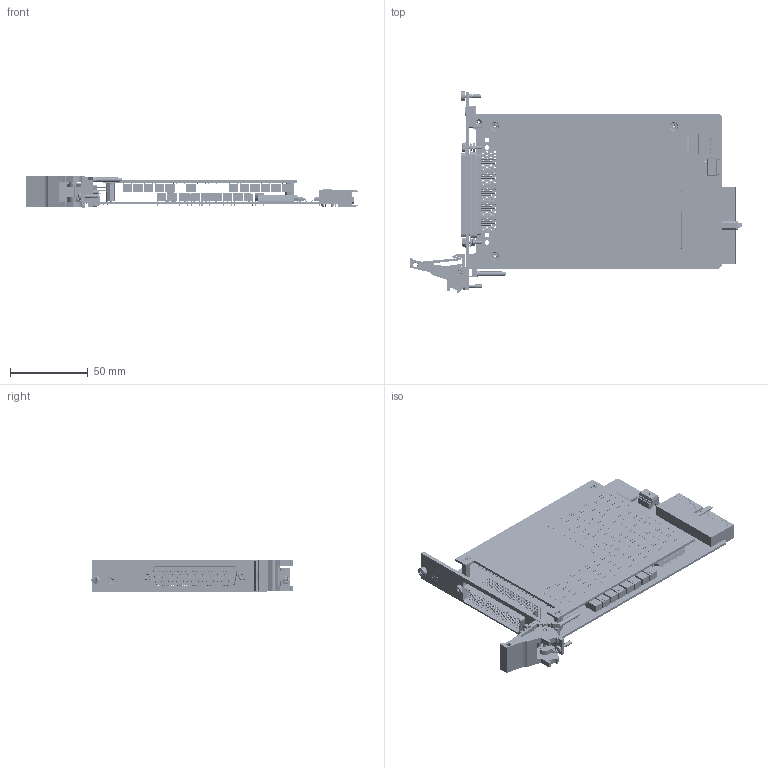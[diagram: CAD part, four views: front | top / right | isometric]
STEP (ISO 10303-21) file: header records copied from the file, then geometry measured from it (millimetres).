
FILE_DESCRIPTION (( 'STEP AP214' ), '1' );
FILE_NAME ('40-518-002 PXI 16 x 8 Matrix PL Card 2A 60W.STEP', '2013-08-28T07:46:42', ( 'admin' ), ( '' ), 'SwSTEP 2.0', 'SolidWorks 2012', '' );
FILE_SCHEMA (( 'AUTOMOTIVE_DESIGN' ));
Length unit declared in the file: millimetre
Products named in the file (1): 40-518-002 PXI 16 x 8 Matrix PL Card 2A 60W
Bounding box: 214.01 x 129.67 x 20 mm (x, y, z)
Surface area: 96104.7 mm2 (no closed solid volume)
Topology: 0 solids, 1543 shells, 4617 faces, 15189 edges, 11236 vertices
Faces by surface type: plane 2338, cylinder 2062, torus 137, cone 64, bspline 11, sphere 5
Full cylindrical faces by diameter (mm): 0.4 x930, 0.5 x1, 0.6 x188, 0.737 x309, 0.762 x58, 0.77 x112, 1.067 x82, 1.194 x42, 1.219 x44, 1.496 x2, 2 x5, 2.05 x3, 2.5 x6, 2.6 x1, 2.7 x1, 2.8 x1, 2.997 x3, 3 x3, 3.048 x1, 4.7 x7, 4.85 x2, 5 x4, 5.2 x2, 5.3 x1, 5.4 x1, 5.5 x1, 6 x1
Entity records: 216343 total; most frequent: CARTESIAN_POINT 37765, DIRECTION 27175, ORIENTED_EDGE 18148, EDGE_CURVE 13048, VERTEX_POINT 11088, AXIS2_PLACEMENT_3D 10150, EDGE_LOOP 8734, VECTOR 6875
